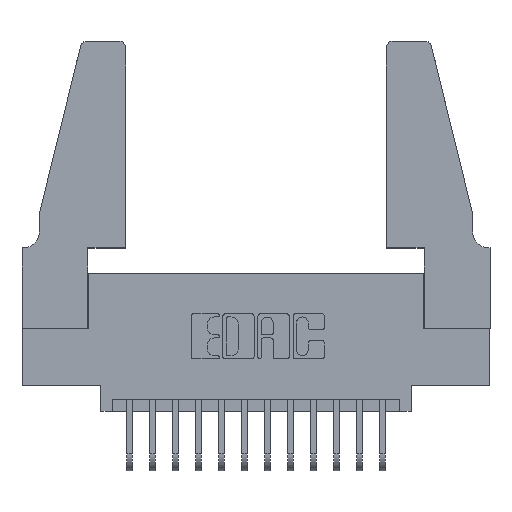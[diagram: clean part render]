
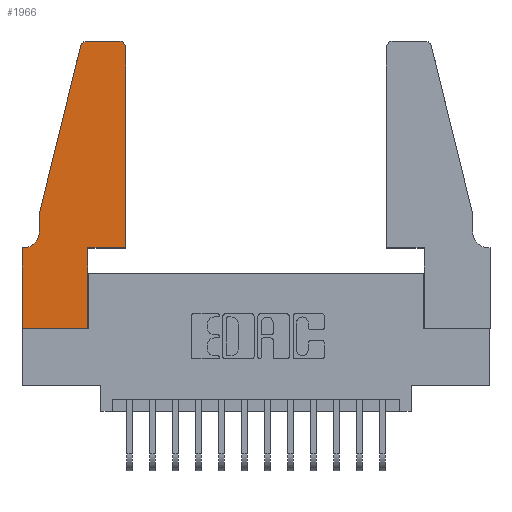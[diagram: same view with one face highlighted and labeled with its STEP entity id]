
A CAD part, top view. The second image highlights one B-rep face of the part: STEP entity #1966.
In plain terms, the highlighted planar face has unit normal (0, 0, 1).
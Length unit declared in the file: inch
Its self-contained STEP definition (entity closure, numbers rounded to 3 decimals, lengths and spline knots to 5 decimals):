
#155 = VERTEX_POINT ( 'NONE', #6721 ) ;
#491 = LINE ( 'NONE', #13742, #689 ) ;
#689 = VECTOR ( 'NONE', #5632, 39.37008 ) ;
#701 = ORIENTED_EDGE ( 'NONE', *, *, #14007, .T. ) ;
#724 = CARTESIAN_POINT ( 'NONE',  ( 0., 0., 0.37 ) ) ;
#844 = FACE_OUTER_BOUND ( 'NONE', #15539, .T. ) ;
#896 = DIRECTION ( 'NONE',  ( 1., 0., 0. ) ) ;
#1682 = CARTESIAN_POINT ( 'NONE',  ( 0.0755, 0.42, 0.37 ) ) ;
#1752 = LINE ( 'NONE', #6807, #11647 ) ;
#1869 = VERTEX_POINT ( 'NONE', #4850 ) ;
#1920 = VERTEX_POINT ( 'NONE', #2441 ) ;
#1966 = ADVANCED_FACE ( 'NONE', ( #844 ), #13278, .T. ) ;
#2106 = CARTESIAN_POINT ( 'NONE',  ( 0.2865, 0.35, 0.37 ) ) ;
#2413 = ORIENTED_EDGE ( 'NONE', *, *, #9809, .T. ) ;
#2441 = CARTESIAN_POINT ( 'NONE',  ( 0.284, 1.25, 0.37 ) ) ;
#2513 = VECTOR ( 'NONE', #7674, 39.37008 ) ;
#2676 = ORIENTED_EDGE ( 'NONE', *, *, #15304, .T. ) ;
#3203 = CIRCLE ( 'NONE', #10454, 0.07 ) ;
#3664 = DIRECTION ( 'NONE',  ( 0., 0., 1. ) ) ;
#3786 = LINE ( 'NONE', #10436, #2513 ) ;
#3902 = DIRECTION ( 'NONE',  ( 0., 0., -1. ) ) ;
#4122 = EDGE_CURVE ( 'NONE', #16200, #15872, #3203, .T. ) ;
#4151 = EDGE_CURVE ( 'NONE', #1869, #16200, #7202, .T. ) ;
#4262 = DIRECTION ( 'NONE',  ( 0., 0., 1. ) ) ;
#4303 = DIRECTION ( 'NONE',  ( 1., 0., 0. ) ) ;
#4841 = CARTESIAN_POINT ( 'NONE',  ( 0.4505, 1.22, 0.37 ) ) ;
#4850 = CARTESIAN_POINT ( 'NONE',  ( 0.0755, 0.5, 0.37 ) ) ;
#4881 = CARTESIAN_POINT ( 'NONE',  ( 0.2865, 0., 0.37 ) ) ;
#5024 = CARTESIAN_POINT ( 'NONE',  ( 0.0755, 0.5, 0.37 ) ) ;
#5045 = ORIENTED_EDGE ( 'NONE', *, *, #14123, .T. ) ;
#5127 = CARTESIAN_POINT ( 'NONE',  ( 0.0055, 0.35, 0.37 ) ) ;
#5178 = ORIENTED_EDGE ( 'NONE', *, *, #4122, .T. ) ;
#5422 = VERTEX_POINT ( 'NONE', #4841 ) ;
#5573 = CARTESIAN_POINT ( 'NONE',  ( 0.4205, 1.22, 0.37 ) ) ;
#5632 = DIRECTION ( 'NONE',  ( -1., 0., 0. ) ) ;
#5668 = AXIS2_PLACEMENT_3D ( 'NONE', #7613, #3664, #896 ) ;
#5814 = CARTESIAN_POINT ( 'NONE',  ( 0.4505, 0.35, 0.37 ) ) ;
#6183 = DIRECTION ( 'NONE',  ( 0., 1., 0. ) ) ;
#6448 = CARTESIAN_POINT ( 'NONE',  ( 0.4205, 1.25, 0.37 ) ) ;
#6539 = VERTEX_POINT ( 'NONE', #6950 ) ;
#6721 = CARTESIAN_POINT ( 'NONE',  ( 0., 0.35, 0.37 ) ) ;
#6807 = CARTESIAN_POINT ( 'NONE',  ( 0., 0., 0.37 ) ) ;
#6897 = VERTEX_POINT ( 'NONE', #9869 ) ;
#6950 = CARTESIAN_POINT ( 'NONE',  ( 0.25487, 1.22718, 0.37 ) ) ;
#7202 = LINE ( 'NONE', #5024, #11200 ) ;
#7212 = LINE ( 'NONE', #8142, #13958 ) ;
#7285 = LINE ( 'NONE', #2106, #16750 ) ;
#7429 = AXIS2_PLACEMENT_3D ( 'NONE', #10512, #11741, #14634 ) ;
#7486 = VERTEX_POINT ( 'NONE', #4881 ) ;
#7599 = VERTEX_POINT ( 'NONE', #11934 ) ;
#7613 = CARTESIAN_POINT ( 'NONE',  ( 0.284, 1.22, 0.37 ) ) ;
#7674 = DIRECTION ( 'NONE',  ( -1., 0., 0. ) ) ;
#7680 = EDGE_CURVE ( 'NONE', #5422, #14320, #11510, .T. ) ;
#7796 = DIRECTION ( 'NONE',  ( 0., -1., 0. ) ) ;
#8092 = DIRECTION ( 'NONE',  ( 1., 0., 0. ) ) ;
#8123 = EDGE_CURVE ( 'NONE', #7486, #6897, #7285, .T. ) ;
#8142 = CARTESIAN_POINT ( 'NONE',  ( 0., 0., 0.37 ) ) ;
#8970 = LINE ( 'NONE', #5814, #12964 ) ;
#9756 = EDGE_CURVE ( 'NONE', #1920, #6539, #13274, .T. ) ;
#9809 = EDGE_CURVE ( 'NONE', #15872, #155, #3786, .T. ) ;
#9869 = CARTESIAN_POINT ( 'NONE',  ( 0.2865, 0.35, 0.37 ) ) ;
#10387 = DIRECTION ( 'NONE',  ( -1., 0., 0. ) ) ;
#10436 = CARTESIAN_POINT ( 'NONE',  ( 0.0755, 0.35, 0.37 ) ) ;
#10454 = AXIS2_PLACEMENT_3D ( 'NONE', #13150, #3902, #10387 ) ;
#10489 = EDGE_CURVE ( 'NONE', #6897, #7599, #13869, .T. ) ;
#10512 = CARTESIAN_POINT ( 'NONE',  ( 0., 0.35, 0.37 ) ) ;
#11096 = ORIENTED_EDGE ( 'NONE', *, *, #8123, .T. ) ;
#11200 = VECTOR ( 'NONE', #7796, 39.37008 ) ;
#11510 = CIRCLE ( 'NONE', #16688, 0.03 ) ;
#11567 = ORIENTED_EDGE ( 'NONE', *, *, #14632, .T. ) ;
#11647 = VECTOR ( 'NONE', #13577, 39.37008 ) ;
#11741 = DIRECTION ( 'NONE',  ( 0., 0., 1. ) ) ;
#11809 = ORIENTED_EDGE ( 'NONE', *, *, #10489, .T. ) ;
#11934 = CARTESIAN_POINT ( 'NONE',  ( 0.4505, 0.35, 0.37 ) ) ;
#12703 = EDGE_CURVE ( 'NONE', #7599, #5422, #8970, .T. ) ;
#12964 = VECTOR ( 'NONE', #13873, 39.37008 ) ;
#13150 = CARTESIAN_POINT ( 'NONE',  ( 0.0055, 0.42, 0.37 ) ) ;
#13176 = ORIENTED_EDGE ( 'NONE', *, *, #4151, .T. ) ;
#13274 = CIRCLE ( 'NONE', #5668, 0.03 ) ;
#13278 = PLANE ( 'NONE',  #7429 ) ;
#13577 = DIRECTION ( 'NONE',  ( 0., -1., 0. ) ) ;
#13696 = DIRECTION ( 'NONE',  ( 1., 0., 0. ) ) ;
#13742 = CARTESIAN_POINT ( 'NONE',  ( 0.2605, 1.25, 0.37 ) ) ;
#13869 = LINE ( 'NONE', #14641, #16379 ) ;
#13873 = DIRECTION ( 'NONE',  ( 0., 1., 0. ) ) ;
#13958 = VECTOR ( 'NONE', #4303, 39.37008 ) ;
#13981 = DIRECTION ( 'NONE',  ( -0.239, -0.971, 0. ) ) ;
#14007 = EDGE_CURVE ( 'NONE', #14320, #1920, #491, .T. ) ;
#14045 = LINE ( 'NONE', #15256, #16737 ) ;
#14065 = ORIENTED_EDGE ( 'NONE', *, *, #7680, .T. ) ;
#14108 = ORIENTED_EDGE ( 'NONE', *, *, #12703, .T. ) ;
#14123 = EDGE_CURVE ( 'NONE', #155, #14169, #1752, .T. ) ;
#14169 = VERTEX_POINT ( 'NONE', #724 ) ;
#14320 = VERTEX_POINT ( 'NONE', #6448 ) ;
#14632 = EDGE_CURVE ( 'NONE', #14169, #7486, #7212, .T. ) ;
#14634 = DIRECTION ( 'NONE',  ( 1., 0., 0. ) ) ;
#14641 = CARTESIAN_POINT ( 'NONE',  ( 0.4505, 0.35, 0.37 ) ) ;
#15256 = CARTESIAN_POINT ( 'NONE',  ( 0.0755, 0.5, 0.37 ) ) ;
#15304 = EDGE_CURVE ( 'NONE', #6539, #1869, #14045, .T. ) ;
#15539 = EDGE_LOOP ( 'NONE', ( #701, #16584, #2676, #13176, #5178, #2413, #5045, #11567, #11096, #11809, #14108, #14065 ) ) ;
#15872 = VERTEX_POINT ( 'NONE', #5127 ) ;
#16200 = VERTEX_POINT ( 'NONE', #1682 ) ;
#16379 = VECTOR ( 'NONE', #8092, 39.37008 ) ;
#16584 = ORIENTED_EDGE ( 'NONE', *, *, #9756, .T. ) ;
#16688 = AXIS2_PLACEMENT_3D ( 'NONE', #5573, #4262, #13696 ) ;
#16737 = VECTOR ( 'NONE', #13981, 39.37008 ) ;
#16750 = VECTOR ( 'NONE', #6183, 39.37008 ) ;
